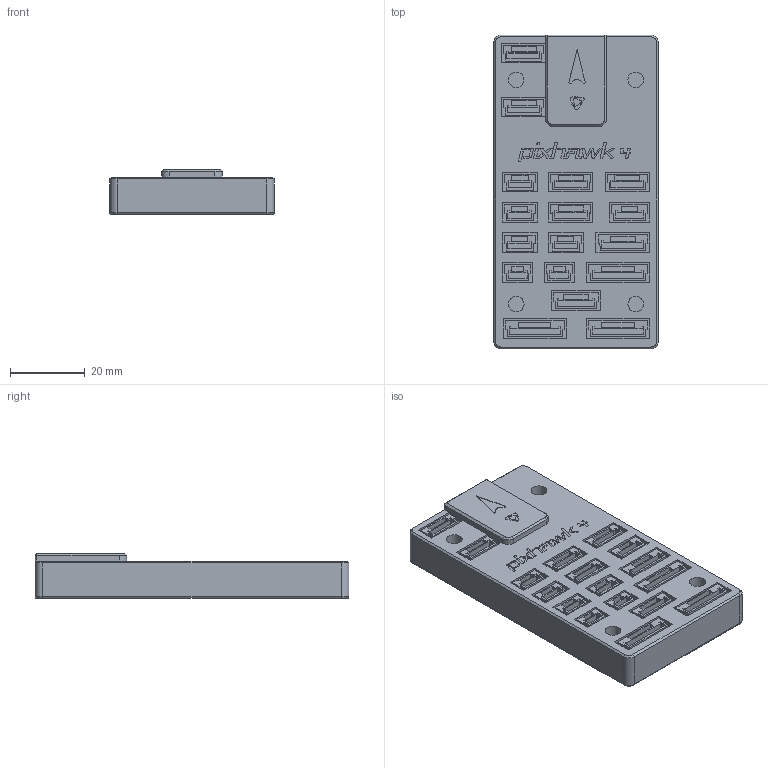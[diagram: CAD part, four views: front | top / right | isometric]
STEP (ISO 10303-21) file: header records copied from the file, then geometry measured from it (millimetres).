
FILE_DESCRIPTION(/* description */ (''),/* implementation_level */ '2;1');
FILE_NAME(/* name */ 'Pixhawk4.stp',/* time_stamp */ '2018-11-19T11:48:12+01:00',/* author */ (''),/* organization */ (''),/* preprocessor_version */ 'ST-DEVELOPER v16',/* originating_system */ 'SIEMENS PLM Software NX 11.0',/* authorisation */ '');
FILE_SCHEMA (('AUTOMOTIVE_DESIGN { 1 0 10303 214 3 1 1 1 }'));
Length unit declared in the file: millimetre
Products named in the file (1): 056687_00-Pixhawk4
Bounding box: 44 x 84 x 12 mm (x, y, z)
Volume: 33201 mm3; surface area: 20593.7 mm2
Topology: 1 solids, 1 shells, 662 faces, 1706 edges, 1128 vertices
Faces by surface type: plane 509, extrusion 125, cylinder 16, cone 8, torus 4
Full cylindrical faces by diameter (mm): 4.209 x4
Entity records: 23235 total; most frequent: CARTESIAN_POINT 7960, ORIENTED_EDGE 3392, DIRECTION 2022, EDGE_CURVE 1696, VERTEX_POINT 1124, B_SPLINE_CURVE_WITH_KNOTS 1042, VECTOR 862, EDGE_LOOP 750
